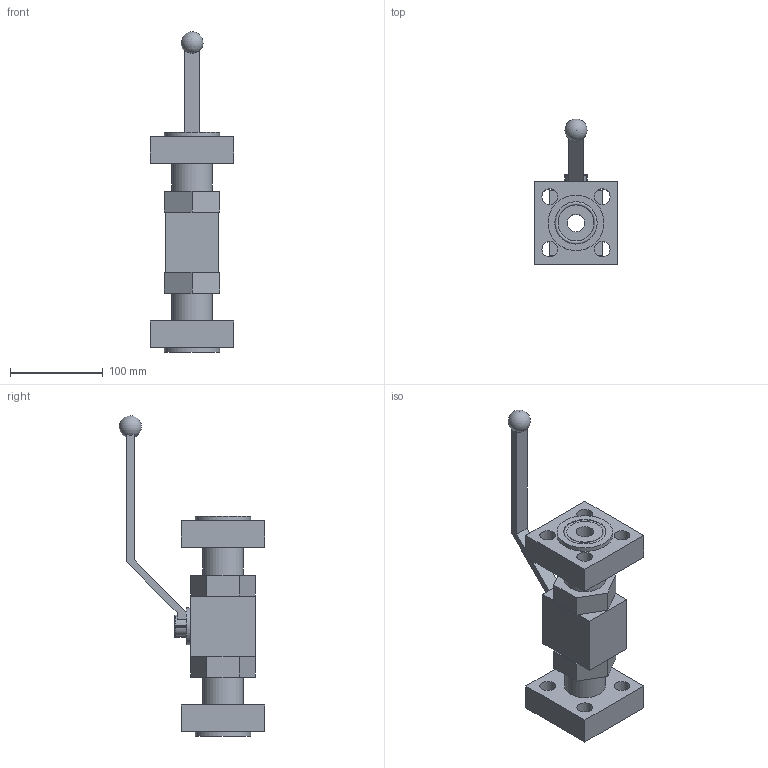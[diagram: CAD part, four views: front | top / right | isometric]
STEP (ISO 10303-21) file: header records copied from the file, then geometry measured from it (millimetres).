
FILE_DESCRIPTION(/* description */ ('STEP AP203'),/* implementation_level */ '2;1');
FILE_NAME(/* name */ 'Ball Valve BKF 32-01(0)',/* time_stamp */ '2025-01-22T10:03:39+01:00',/* author */ ('License CC BY-ND 4.0'),/* organization */ ('CADENAS'),/* preprocessor_version */ 'ST-DEVELOPER v19.3',/* originating_system */ 'PARTsolutions',/* authorisation */ ' ');
FILE_SCHEMA (('CONFIG_CONTROL_DESIGN'));
Length unit declared in the file: millimetre
Products named in the file (1): Blockkugelhahn BKF 32-01(0)
Bounding box: 90 x 156.89 x 345.75 mm (x, y, z)
Volume: 913977.1 mm3; surface area: 128788.2 mm2
Topology: 1 solids, 1 shells, 84 faces, 212 edges, 139 vertices
Faces by surface type: plane 59, cylinder 22, torus 2, sphere 1
Full cylindrical faces by diameter (mm): 17 x8, 19 x1, 38.7 x2, 40 x1, 43.8 x2, 45.76 x2, 60 x2
Entity records: 2991 total; most frequent: DIRECTION 404, CARTESIAN_POINT 401, ORIENTED_EDGE 368, EDGE_CURVE 184, AXIS2_PLACEMENT_3D 135, LINE 134, VECTOR 134, VERTEX_POINT 132
